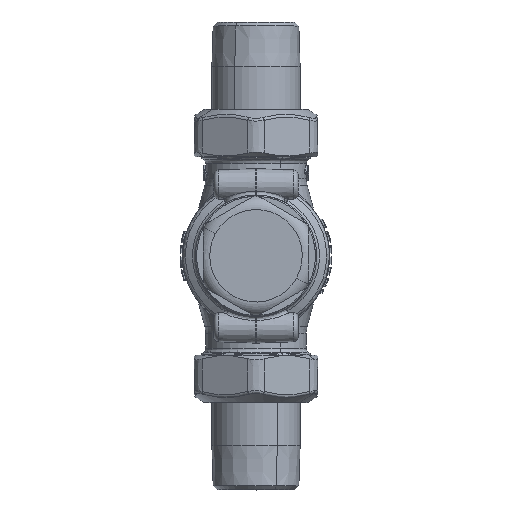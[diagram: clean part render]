
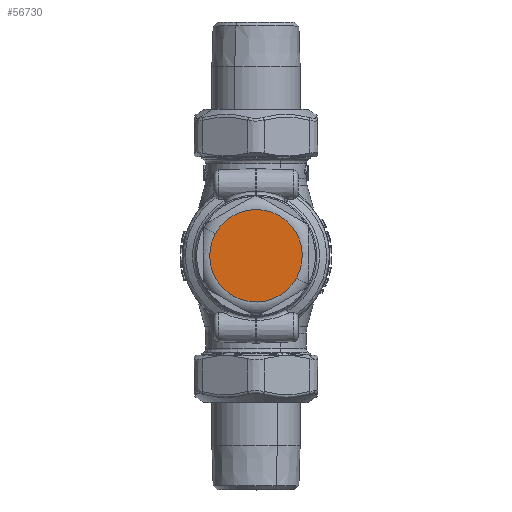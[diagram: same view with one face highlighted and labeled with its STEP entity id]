
A CAD part, top view. The second image highlights one B-rep face of the part: STEP entity #56730.
In plain terms, the highlighted planar face has unit normal (0, 0, 1).
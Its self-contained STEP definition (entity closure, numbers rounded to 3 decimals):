
#56707=CARTESIAN_POINT('Axis2P3D Location',(-17.5,103.087,42.)) ;
#56712=CARTESIAN_POINT('Axis2P3D Location',(0.,103.08,42.)) ;
#56716=CARTESIAN_POINT('Vertex',(-15.354,111.476,42.)) ;
#56718=CARTESIAN_POINT('Vertex',(15.354,94.683,42.)) ;
#56721=CARTESIAN_POINT('Axis2P3D Location',(0.,103.08,42.)) ;
#56708=DIRECTION('Axis2P3D Direction',(0.,0.,-1.)) ;
#56709=DIRECTION('Axis2P3D XDirection',(0.,1.,0.)) ;
#56713=DIRECTION('Axis2P3D Direction',(0.,0.,-1.)) ;
#56722=DIRECTION('Axis2P3D Direction',(0.,0.,-1.)) ;
#56710=AXIS2_PLACEMENT_3D('Plane Axis2P3D',#56707,#56708,#56709) ;
#56714=AXIS2_PLACEMENT_3D('Circle Axis2P3D',#56712,#56713,$) ;
#56723=AXIS2_PLACEMENT_3D('Circle Axis2P3D',#56721,#56722,$) ;
#56727=ORIENTED_EDGE('',*,*,#56720,.F.) ;
#56728=ORIENTED_EDGE('',*,*,#56725,.F.) ;
#56730=ADVANCED_FACE('PartBody',(#56729),#56711,.F.) ;
#56715=CIRCLE('generated circle',#56714,17.5) ;
#56724=CIRCLE('generated circle',#56723,17.5) ;
#56720=EDGE_CURVE('',#56717,#56719,#56715,.T.) ;
#56725=EDGE_CURVE('',#56719,#56717,#56724,.T.) ;
#56726=EDGE_LOOP('',(#56727,#56728)) ;
#56729=FACE_OUTER_BOUND('',#56726,.T.) ;
#56711=PLANE('',#56710) ;
#56717=VERTEX_POINT('',#56716) ;
#56719=VERTEX_POINT('',#56718) ;
